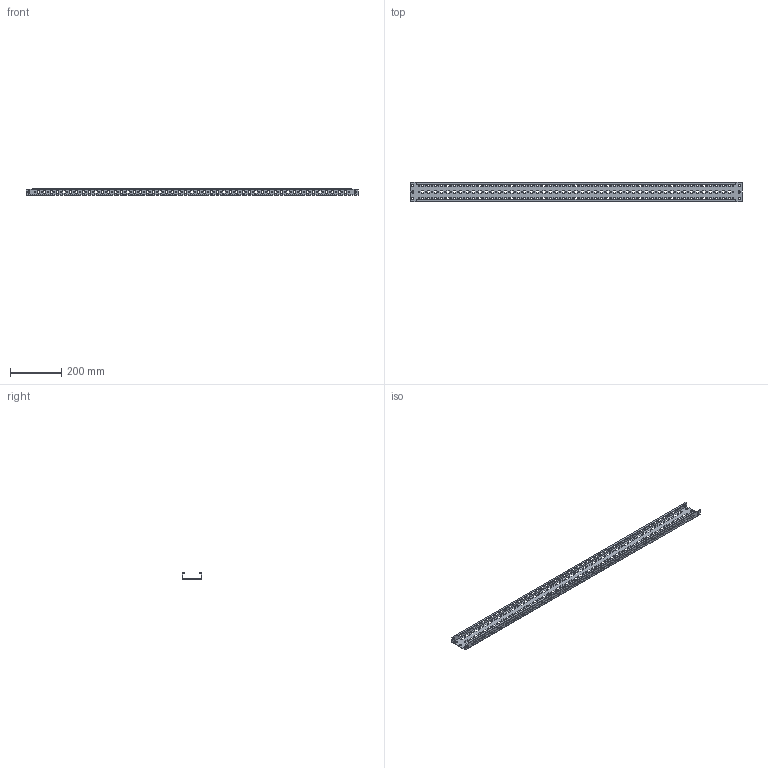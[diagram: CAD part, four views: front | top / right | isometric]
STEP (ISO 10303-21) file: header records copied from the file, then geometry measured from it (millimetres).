
FILE_DESCRIPTION (( 'STEP AP203' ), '1' );
FILE_NAME ('AC00C577.step', '2011-01-20T13:26:44', ( 'User' ), ( 'DKC' ), 'SwSTEP 2.0', 'SolidWorks 2010', '' );
FILE_SCHEMA (( 'CONFIG_CONTROL_DESIGN' ));
Length unit declared in the file: millimetre
Products named in the file (1): AC00C577
Bounding box: 1297 x 75 x 25.01 mm (x, y, z)
Volume: 226423.7 mm3; surface area: 324841.5 mm2
Topology: 1 solids, 1 shells, 1554 faces, 4628 edges, 3076 vertices
Faces by surface type: plane 1018, cylinder 536
Entity records: 54161 total; most frequent: CARTESIAN_POINT 9259, ORIENTED_EDGE 9256, DIRECTION 8814, EDGE_CURVE 4628, VECTOR 3552, LINE 3552, VERTEX_POINT 3076, AXIS2_PLACEMENT_3D 2631
